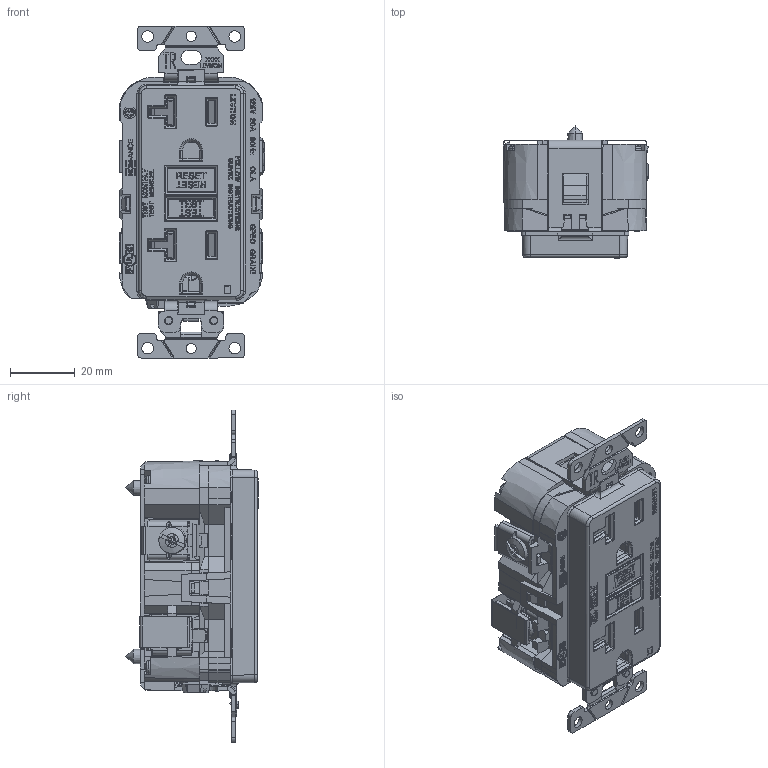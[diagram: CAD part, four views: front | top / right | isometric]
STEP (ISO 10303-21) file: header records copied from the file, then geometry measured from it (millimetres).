
FILE_DESCRIPTION (( 'STEP AP214' ), '1' );
FILE_NAME ('G5262.STEP', '2020-08-24T16:39:30', ( '' ), ( '' ), 'SwSTEP 2.0', 'SolidWorks 2020', '' );
FILE_SCHEMA (( 'AUTOMOTIVE_DESIGN' ));
Length unit declared in the file: inch
Products named in the file (1): G5262
Bounding box: 45.02 x 41.01 x 102.95 mm (x, y, z)
Surface area: 29738.4 mm2 (no closed solid volume)
Topology: 0 solids, 82 shells, 4683 faces, 21140 edges, 15941 vertices
Faces by surface type: plane 3254, bspline 982, cylinder 375, cone 54, torus 11, sphere 7
Entity records: 341760 total; most frequent: CARTESIAN_POINT 129191, ORIENTED_EDGE 30851, DIRECTION 23873, EDGE_CURVE 21136, VERTEX_POINT 15941, LINE 14591, VECTOR 14591, EDGE_LOOP 5288
